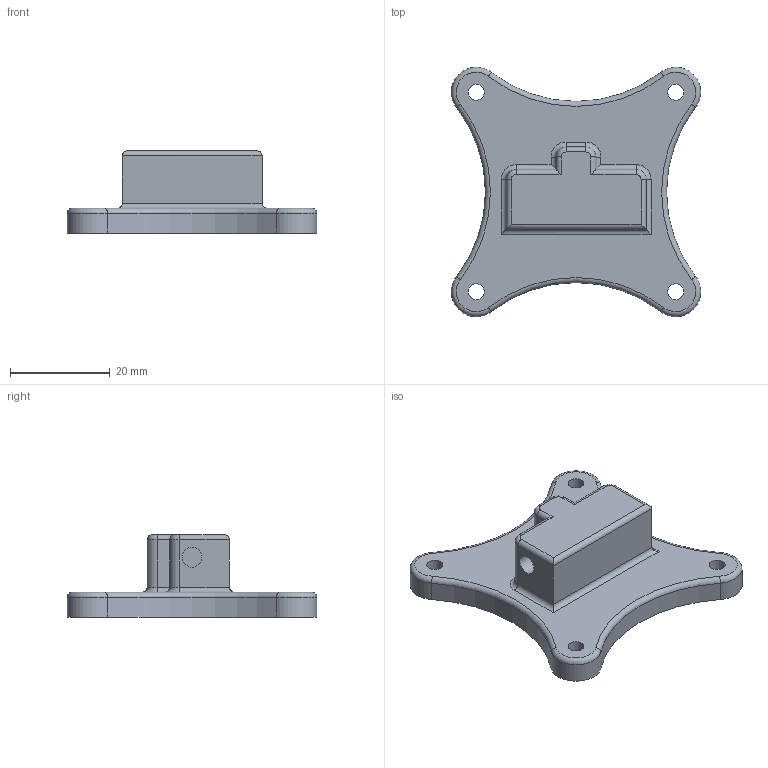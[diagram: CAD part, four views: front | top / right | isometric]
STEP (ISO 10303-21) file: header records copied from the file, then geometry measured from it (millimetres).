
FILE_DESCRIPTION(/* description */ (''),/* implementation_level */ '2;1');
FILE_NAME(/* name */ 'Gimbal Support.step',/* time_stamp */ '2016-10-15T14:44:15+11:00',/* author */ (''),/* organization */ (''),/* preprocessor_version */ 'ST-DEVELOPER v16.5',/* originating_system */ 'Autodesk Translation Framework v5.1.0.3141',/* authorisation */ '');
FILE_SCHEMA (('AUTOMOTIVE_DESIGN { 1 0 10303 214 3 1 1 }'));
Length unit declared in the file: centimetre
Products named in the file (1): Gimbal Support v6
Bounding box: 50 x 50 x 16.5 mm (x, y, z)
Volume: 12657.6 mm3; surface area: 5901.8 mm2
Topology: 1 solids, 1 shells, 66 faces, 148 edges, 87 vertices
Faces by surface type: cylinder 35, plane 15, torus 12, bspline 4
Full cylindrical faces by diameter (mm): 3.2 x4, 4 x3
Entity records: 1860 total; most frequent: DIRECTION 354, CARTESIAN_POINT 327, ORIENTED_EDGE 282, AXIS2_PLACEMENT_3D 150, EDGE_CURVE 141, VERTEX_POINT 87, EDGE_LOOP 84, CIRCLE 79
